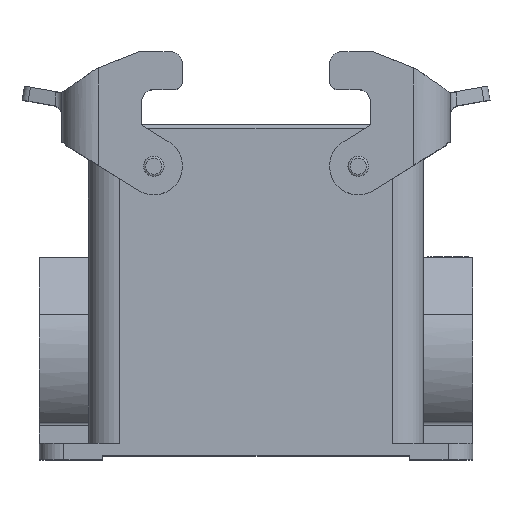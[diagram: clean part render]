
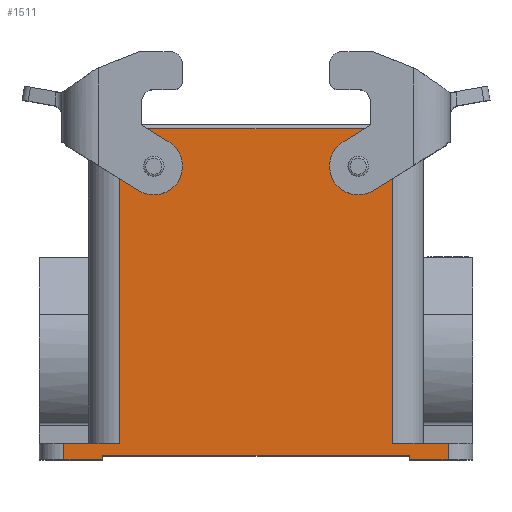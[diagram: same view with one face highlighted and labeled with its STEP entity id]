
A CAD part, top view. The second image highlights one B-rep face of the part: STEP entity #1511.
In plain terms, the highlighted planar face has unit normal (0, 0, 1).
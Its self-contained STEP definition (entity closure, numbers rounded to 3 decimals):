
#986=PLANE('',#7695);
#1060=CIRCLE('',#7358,7.);
#1167=CIRCLE('',#7694,7.);
#1511=ADVANCED_FACE('',(#1956),#986,.T.);
#1956=FACE_OUTER_BOUND('',#2337,.T.);
#2337=EDGE_LOOP('',(#5075,#5076,#5077,#5078,#5079,#5080,#5081,#5082,#5083,
#5084,#5085,#5086,#5087,#5088,#5089,#5090,#5091,#5092));
#2512=LINE('',#9930,#3147);
#2908=LINE('',#11462,#3543);
#2912=LINE('',#11471,#3547);
#2915=LINE('',#11477,#3550);
#2918=LINE('',#11484,#3553);
#2928=LINE('',#11509,#3563);
#2930=LINE('',#11516,#3565);
#2959=LINE('',#11610,#3594);
#2963=LINE('',#11617,#3598);
#2964=LINE('',#11622,#3599);
#2965=LINE('',#11624,#3600);
#2966=LINE('',#11625,#3601);
#2967=LINE('',#11627,#3602);
#2968=LINE('',#11629,#3603);
#2969=LINE('',#11631,#3604);
#2970=LINE('',#11632,#3605);
#3147=VECTOR('',#8049,1.);
#3543=VECTOR('',#9031,1.);
#3547=VECTOR('',#9037,1.);
#3550=VECTOR('',#9042,1.);
#3553=VECTOR('',#9049,1.);
#3563=VECTOR('',#9077,1.);
#3565=VECTOR('',#9083,1.);
#3594=VECTOR('',#9158,1.);
#3598=VECTOR('',#9166,1.);
#3599=VECTOR('',#9171,1.);
#3600=VECTOR('',#9172,1.);
#3601=VECTOR('',#9173,1.);
#3602=VECTOR('',#9174,1.);
#3603=VECTOR('',#9175,1.);
#3604=VECTOR('',#9176,1.);
#3605=VECTOR('',#9177,1.);
#5075=ORIENTED_EDGE('',*,*,#6879,.T.);
#5076=ORIENTED_EDGE('',*,*,#6880,.T.);
#5077=ORIENTED_EDGE('',*,*,#6881,.T.);
#5078=ORIENTED_EDGE('',*,*,#6878,.T.);
#5079=ORIENTED_EDGE('',*,*,#6266,.T.);
#5080=ORIENTED_EDGE('',*,*,#6271,.T.);
#5081=ORIENTED_EDGE('',*,*,#6874,.T.);
#5082=ORIENTED_EDGE('',*,*,#6882,.T.);
#5083=ORIENTED_EDGE('',*,*,#6883,.T.);
#5084=ORIENTED_EDGE('',*,*,#6884,.T.);
#5085=ORIENTED_EDGE('',*,*,#6885,.T.);
#5086=ORIENTED_EDGE('',*,*,#6812,.T.);
#5087=ORIENTED_EDGE('',*,*,#6815,.T.);
#5088=ORIENTED_EDGE('',*,*,#6819,.T.);
#5089=ORIENTED_EDGE('',*,*,#6808,.T.);
#5090=ORIENTED_EDGE('',*,*,#6832,.T.);
#5091=ORIENTED_EDGE('',*,*,#6835,.F.);
#5092=ORIENTED_EDGE('',*,*,#6886,.T.);
#5634=VERTEX_POINT('',#9917);
#5635=VERTEX_POINT('',#9918);
#5638=VERTEX_POINT('',#9929);
#5999=VERTEX_POINT('',#11457);
#6001=VERTEX_POINT('',#11461);
#6003=VERTEX_POINT('',#11466);
#6005=VERTEX_POINT('',#11470);
#6007=VERTEX_POINT('',#11476);
#6015=VERTEX_POINT('',#11508);
#6018=VERTEX_POINT('',#11515);
#6037=VERTEX_POINT('',#11609);
#6038=VERTEX_POINT('',#11614);
#6039=VERTEX_POINT('',#11620);
#6040=VERTEX_POINT('',#11621);
#6041=VERTEX_POINT('',#11623);
#6042=VERTEX_POINT('',#11626);
#6043=VERTEX_POINT('',#11628);
#6044=VERTEX_POINT('',#11630);
#6266=EDGE_CURVE('',#5634,#5635,#1060,.T.);
#6271=EDGE_CURVE('',#5635,#5638,#2512,.T.);
#6808=EDGE_CURVE('',#5999,#6001,#2908,.T.);
#6812=EDGE_CURVE('',#6003,#6005,#2912,.T.);
#6815=EDGE_CURVE('',#6005,#6007,#2915,.T.);
#6819=EDGE_CURVE('',#6007,#5999,#2918,.T.);
#6832=EDGE_CURVE('',#6001,#6015,#2928,.T.);
#6835=EDGE_CURVE('',#6018,#6015,#2930,.T.);
#6874=EDGE_CURVE('',#5638,#6037,#2959,.T.);
#6878=EDGE_CURVE('',#6038,#5634,#2963,.T.);
#6879=EDGE_CURVE('',#6039,#6040,#1167,.T.);
#6880=EDGE_CURVE('',#6040,#6041,#2964,.T.);
#6881=EDGE_CURVE('',#6041,#6038,#2965,.T.);
#6882=EDGE_CURVE('',#6037,#6042,#2966,.T.);
#6883=EDGE_CURVE('',#6042,#6043,#2967,.T.);
#6884=EDGE_CURVE('',#6043,#6044,#2968,.T.);
#6885=EDGE_CURVE('',#6044,#6003,#2969,.T.);
#6886=EDGE_CURVE('',#6018,#6039,#2970,.T.);
#7358=AXIS2_PLACEMENT_3D('',#9916,#8042,#8043);
#7694=AXIS2_PLACEMENT_3D('',#11619,#9169,#9170);
#7695=AXIS2_PLACEMENT_3D('',#11633,#9178,#9179);
#8042=DIRECTION('',(0.,0.,-1.));
#8043=DIRECTION('',(0.53,0.848,0.));
#8049=DIRECTION('',(-0.848,0.53,0.));
#9031=DIRECTION('',(0.,1.,0.));
#9037=DIRECTION('',(1.,0.,0.));
#9042=DIRECTION('',(0.,-1.,0.));
#9049=DIRECTION('',(1.,0.,0.));
#9077=DIRECTION('',(-1.,0.,0.));
#9083=DIRECTION('',(0.,-1.,0.));
#9158=DIRECTION('',(0.,-1.,0.));
#9166=DIRECTION('',(0.848,-0.53,0.));
#9169=DIRECTION('',(0.,0.,-1.));
#9170=DIRECTION('',(0.53,-0.848,0.));
#9171=DIRECTION('',(0.848,0.53,0.));
#9172=DIRECTION('',(-1.,0.,0.));
#9173=DIRECTION('',(-1.,0.,0.));
#9174=DIRECTION('',(0.,-1.,0.));
#9175=DIRECTION('',(1.,0.,0.));
#9176=DIRECTION('',(0.,1.,0.));
#9177=DIRECTION('',(-0.848,-0.53,0.));
#9178=DIRECTION('',(0.,0.,1.));
#9179=DIRECTION('',(1.,0.,0.));
#9916=CARTESIAN_POINT('',(-25.,2.8,28.5));
#9917=CARTESIAN_POINT('',(-21.291,8.736,28.5));
#9918=CARTESIAN_POINT('',(-28.709,-3.136,28.5));
#9929=CARTESIAN_POINT('',(-33.5,-0.143,28.5));
#9930=CARTESIAN_POINT('',(-28.709,-3.136,28.5));
#11457=CARTESIAN_POINT('',(47.,-69.,28.5));
#11461=CARTESIAN_POINT('',(47.,-65.,28.5));
#11462=CARTESIAN_POINT('',(47.,-69.,28.5));
#11466=CARTESIAN_POINT('',(-37.5,-68.,28.5));
#11470=CARTESIAN_POINT('',(37.5,-68.,28.5));
#11471=CARTESIAN_POINT('',(-37.5,-68.,28.5));
#11476=CARTESIAN_POINT('',(37.5,-69.,28.5));
#11477=CARTESIAN_POINT('',(37.5,-68.,28.5));
#11484=CARTESIAN_POINT('',(37.5,-69.,28.5));
#11508=CARTESIAN_POINT('',(33.5,-65.,28.5));
#11509=CARTESIAN_POINT('',(47.,-65.,28.5));
#11515=CARTESIAN_POINT('',(33.5,-0.143,28.5));
#11516=CARTESIAN_POINT('',(33.5,-0.143,28.5));
#11609=CARTESIAN_POINT('',(-33.5,-65.,28.5));
#11610=CARTESIAN_POINT('',(-33.5,-0.143,28.5));
#11614=CARTESIAN_POINT('',(-26.514,12.,28.5));
#11617=CARTESIAN_POINT('',(-26.514,12.,28.5));
#11619=CARTESIAN_POINT('',(25.,2.8,28.5));
#11620=CARTESIAN_POINT('',(28.709,-3.136,28.5));
#11621=CARTESIAN_POINT('',(21.291,8.736,28.5));
#11622=CARTESIAN_POINT('',(21.291,8.736,28.5));
#11623=CARTESIAN_POINT('',(26.514,12.,28.5));
#11624=CARTESIAN_POINT('',(26.514,12.,28.5));
#11625=CARTESIAN_POINT('',(-33.5,-65.,28.5));
#11626=CARTESIAN_POINT('',(-47.,-65.,28.5));
#11627=CARTESIAN_POINT('',(-47.,-65.,28.5));
#11628=CARTESIAN_POINT('',(-47.,-69.,28.5));
#11629=CARTESIAN_POINT('',(-47.,-69.,28.5));
#11630=CARTESIAN_POINT('',(-37.5,-69.,28.5));
#11631=CARTESIAN_POINT('',(-37.5,-69.,28.5));
#11632=CARTESIAN_POINT('',(33.5,-0.143,28.5));
#11633=CARTESIAN_POINT('',(-47.2,-69.2,28.5));
